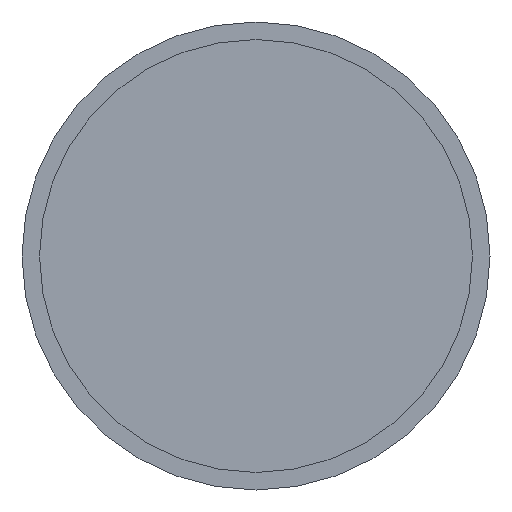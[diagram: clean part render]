
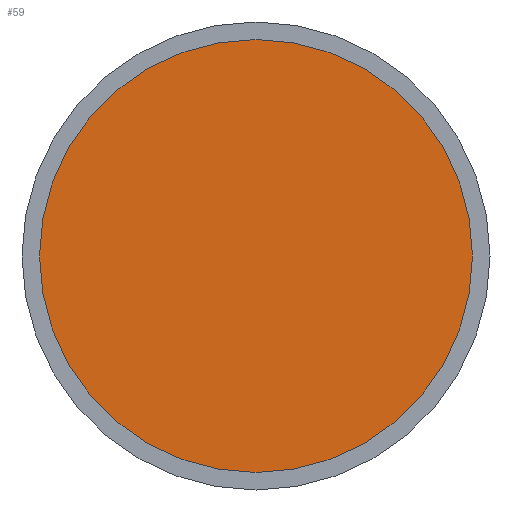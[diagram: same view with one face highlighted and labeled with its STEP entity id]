
A CAD part, front view. The second image highlights one B-rep face of the part: STEP entity #59.
In plain terms, the highlighted planar face has unit normal (0, -1, 0).
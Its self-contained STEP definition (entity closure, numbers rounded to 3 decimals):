
#59 = ADVANCED_FACE( '', ( #130 ), #131, .F. );
#130 = FACE_OUTER_BOUND( '', #247, .T. );
#131 = PLANE( '', #248 );
#247 = EDGE_LOOP( '', ( #336 ) );
#248 = AXIS2_PLACEMENT_3D( '', #337, #338, #339 );
#336 = ORIENTED_EDGE( '', *, *, #456, .T. );
#337 = CARTESIAN_POINT( '', ( 46.25, 3., 0. ) );
#338 = DIRECTION( '', ( 0., 1., 0. ) );
#339 = DIRECTION( '', ( 0., 0., 1. ) );
#456 = EDGE_CURVE( '', #518, #518, #519, .T. );
#518 = VERTEX_POINT( '', #592 );
#519 = CIRCLE( '', #593, 46.25 );
#592 = CARTESIAN_POINT( '', ( 0., 3., -46.25 ) );
#593 = AXIS2_PLACEMENT_3D( '', #676, #677, #678 );
#676 = CARTESIAN_POINT( '', ( 0., 3., 0. ) );
#677 = DIRECTION( '', ( 0., -1., 0. ) );
#678 = DIRECTION( '', ( 0., 0., -1. ) );
